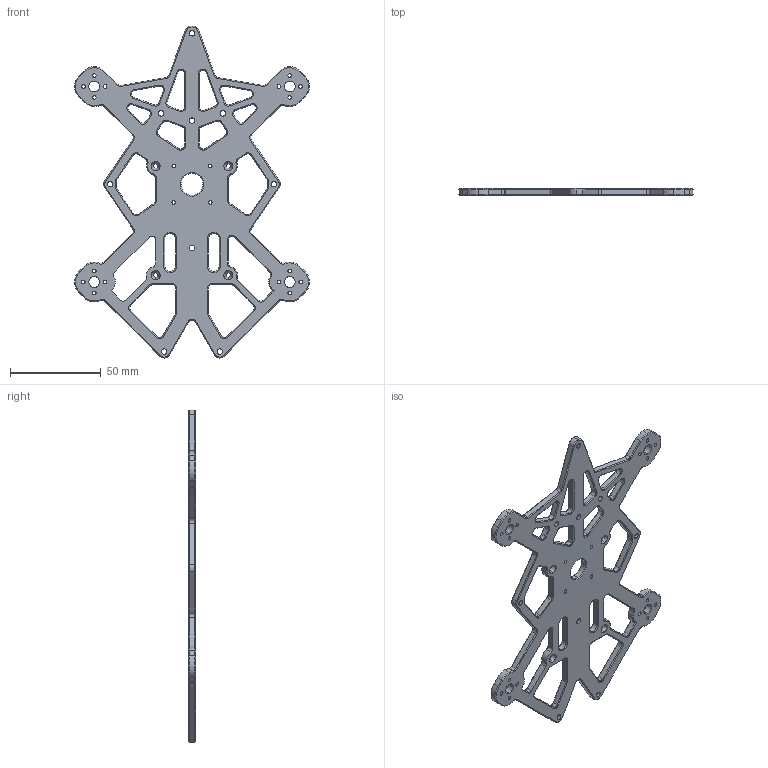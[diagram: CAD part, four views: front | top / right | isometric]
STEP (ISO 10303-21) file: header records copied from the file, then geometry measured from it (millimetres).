
FILE_DESCRIPTION (( 'STEP AP214' ), '1' );
FILE_NAME ('3.5渡奻抯啣.STEP', '2025-05-09T02:12:29', ( '' ), ( '' ), 'SwSTEP 2.0', 'SolidWorks 2020', '' );
FILE_SCHEMA (( 'AUTOMOTIVE_DESIGN' ));
Length unit declared in the file: millimetre
Products named in the file (1): 3.5渡奻抯啣
Bounding box: 129.08 x 4 x 182.5 mm (x, y, z)
Volume: 36344.7 mm3; surface area: 25621.1 mm2
Topology: 1 solids, 1 shells, 760 faces, 1848 edges, 1084 vertices
Faces by surface type: cone 292, plane 255, cylinder 213
Entity records: 22177 total; most frequent: DIRECTION 4105, CARTESIAN_POINT 3717, ORIENTED_EDGE 3696, EDGE_CURVE 1848, AXIS2_PLACEMENT_3D 1504, LINE 1097, VECTOR 1097, VERTEX_POINT 1084
